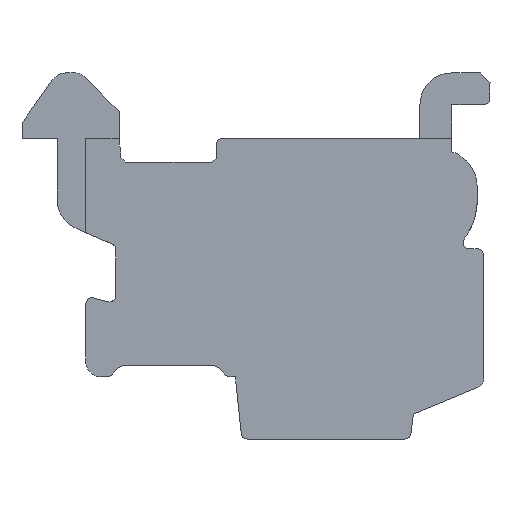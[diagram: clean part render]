
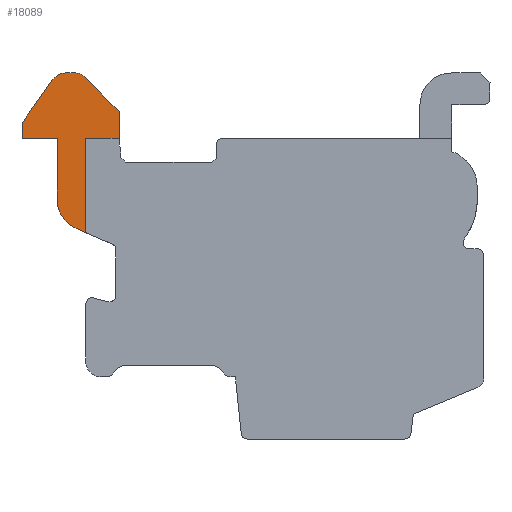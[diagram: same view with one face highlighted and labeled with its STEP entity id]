
A CAD part, front view. The second image highlights one B-rep face of the part: STEP entity #18089.
In plain terms, the highlighted planar face has unit normal (0, -1, 0).
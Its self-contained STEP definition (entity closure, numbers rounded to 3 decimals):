
#251=DIRECTION('',(0.916,0.,-0.401));
#252=VECTOR('',#251,0.328);
#253=CARTESIAN_POINT('',(-5.671,-72.9,
0.645));
#254=LINE('',#253,#252);
#4922=DIRECTION('',(-1.,0.,0.));
#4923=VECTOR('',#4922,1.1);
#4924=CARTESIAN_POINT('',(-6.27,-72.9,
3.476));
#4925=LINE('',#4924,#4923);
#5102=DIRECTION('',(0.,0.,1.));
#5103=VECTOR('',#5102,1.914);
#5104=CARTESIAN_POINT('',(-6.27,-72.9,
1.561));
#5105=LINE('',#5104,#5103);
#5308=CARTESIAN_POINT('',(-5.27,-72.9,
1.561));
#5309=DIRECTION('',(0.,1.,0.));
#5310=DIRECTION('',(-0.401,0.,-0.916));
#5311=AXIS2_PLACEMENT_3D('',#5308,#5309,#5310);
#5356=DIRECTION('',(0.,0.,-1.));
#5357=VECTOR('',#5356,0.845);
#5358=CARTESIAN_POINT('',(-4.32,-72.9,
4.32));
#5359=LINE('',#5358,#5357);
#6029=DIRECTION('',(0.,0.,1.));
#6030=VECTOR('',#6029,2.963);
#6031=CARTESIAN_POINT('',(-5.37,-72.9,
0.513));
#6032=LINE('',#6031,#6030);
#6037=CARTESIAN_POINT('',(-4.32,-72.9,
3.476));
#6038=CARTESIAN_POINT('',(-4.67,-72.9,
3.476));
#6039=CARTESIAN_POINT('',(-5.02,-72.9,
3.477));
#6040=CARTESIAN_POINT('',(-5.37,-72.9,
3.477));
#6198=DIRECTION('',(0.,0.,1.));
#6199=VECTOR('',#6198,0.475);
#6200=CARTESIAN_POINT('',(-7.37,-72.9,
3.475));
#6201=LINE('',#6200,#6199);
#6378=DIRECTION('',(0.575,0.,0.818));
#6379=VECTOR('',#6378,1.666);
#6380=CARTESIAN_POINT('',(-7.37,-72.9,
3.95));
#6381=LINE('',#6380,#6379);
#6584=CARTESIAN_POINT('',(-6.003,-72.9,
5.025));
#6585=DIRECTION('',(0.,1.,0.));
#6586=DIRECTION('',(-0.818,0.,0.575));
#6587=AXIS2_PLACEMENT_3D('',#6584,#6585,#6586);
#6768=DIRECTION('',(1.,0.,0.));
#6769=VECTOR('',#6768,0.312);
#6770=CARTESIAN_POINT('',(-6.003,-72.9,
5.525));
#6771=LINE('',#6770,#6769);
#6974=CARTESIAN_POINT('',(-5.691,-72.9,
5.125));
#6975=DIRECTION('',(0.,1.,0.));
#6976=DIRECTION('',(0.,0.,1.));
#6977=AXIS2_PLACEMENT_3D('',#6974,#6975,#6976);
#7158=DIRECTION('',(0.707,0.,-0.707));
#7159=VECTOR('',#7158,1.538);
#7160=CARTESIAN_POINT('',(-5.408,-72.9,
5.408));
#7161=LINE('',#7160,#7159);
#9339=CARTESIAN_POINT('',(-7.37,-72.9,
3.475));
#9340=CARTESIAN_POINT('',(-7.37,-72.9,
3.95));
#9341=VERTEX_POINT('',#9339);
#9342=VERTEX_POINT('',#9340);
#9343=CARTESIAN_POINT('',(-6.412,-72.9,
5.313));
#9344=VERTEX_POINT('',#9343);
#9345=CARTESIAN_POINT('',(-6.003,-72.9,
5.525));
#9346=VERTEX_POINT('',#9345);
#9347=CARTESIAN_POINT('',(-5.691,-72.9,
5.525));
#9348=VERTEX_POINT('',#9347);
#9349=CARTESIAN_POINT('',(-5.408,-72.9,
5.408));
#9350=VERTEX_POINT('',#9349);
#9351=CARTESIAN_POINT('',(-4.32,-72.9,
4.32));
#9352=VERTEX_POINT('',#9351);
#9353=CARTESIAN_POINT('',(-4.32,-72.9,
3.476));
#9354=VERTEX_POINT('',#9353);
#10589=CARTESIAN_POINT('',(-5.671,-72.9,
0.645));
#10590=CARTESIAN_POINT('',(-5.37,-72.9,
0.513));
#10591=VERTEX_POINT('',#10589);
#10592=VERTEX_POINT('',#10590);
#10595=CARTESIAN_POINT('',(-6.27,-72.9,
1.561));
#10596=VERTEX_POINT('',#10595);
#10597=CARTESIAN_POINT('',(-6.27,-72.9,
3.476));
#10598=VERTEX_POINT('',#10597);
#10599=CARTESIAN_POINT('',(-5.37,-72.9,
3.477));
#10601=VERTEX_POINT('',#10599);
#18063=CARTESIAN_POINT('',(7.33,-72.9,
3.475));
#18064=DIRECTION('',(0.,1.,0.));
#18065=DIRECTION('',(0.,0.,1.));
#18066=AXIS2_PLACEMENT_3D('',#18063,#18064,#18065);
#18067=PLANE('',#18066);
#18068=ORIENTED_EDGE('',*,*,#14865,.T.);
#18069=ORIENTED_EDGE('',*,*,#18039,.F.);
#18070=ORIENTED_EDGE('',*,*,#10821,.F.);
#18071=ORIENTED_EDGE('',*,*,#17485,.T.);
#18072=ORIENTED_EDGE('',*,*,#17278,.T.);
#18073=ORIENTED_EDGE('',*,*,#17056,.T.);
#18075=ORIENTED_EDGE('',*,*,#18074,.T.);
#18077=ORIENTED_EDGE('',*,*,#18076,.T.);
#18079=ORIENTED_EDGE('',*,*,#18078,.T.);
#18081=ORIENTED_EDGE('',*,*,#18080,.T.);
#18083=ORIENTED_EDGE('',*,*,#18082,.T.);
#18085=ORIENTED_EDGE('',*,*,#18084,.T.);
#18086=ORIENTED_EDGE('',*,*,#17579,.T.);
#18087=EDGE_LOOP('',(#18068,#18069,#18070,#18071,#18072,#18073,#18075,#18077,
#18079,#18081,#18083,#18085,#18086));
#18088=FACE_OUTER_BOUND('',#18087,.F.);
#18089=ADVANCED_FACE('',(#18088),#18067,.F.);
#5312=CIRCLE('',#5311,1.);
#6041=B_SPLINE_CURVE_WITH_KNOTS('',3,(#6037,#6038,#6039,#6040),.UNSPECIFIED.,
.F.,.F.,(4,4),(0.,1.),.UNSPECIFIED.);
#6588=CIRCLE('',#6587,0.5);
#6978=CIRCLE('',#6977,0.4);
#10821=EDGE_CURVE('',#10591,#10592,#254,.T.);
#14865=EDGE_CURVE('',#9354,#10601,#6041,.T.);
#17056=EDGE_CURVE('',#10598,#9341,#4925,.T.);
#17278=EDGE_CURVE('',#10596,#10598,#5105,.T.);
#17485=EDGE_CURVE('',#10591,#10596,#5312,.T.);
#17579=EDGE_CURVE('',#9352,#9354,#5359,.T.);
#18039=EDGE_CURVE('',#10592,#10601,#6032,.T.);
#18074=EDGE_CURVE('',#9341,#9342,#6201,.T.);
#18076=EDGE_CURVE('',#9342,#9344,#6381,.T.);
#18078=EDGE_CURVE('',#9344,#9346,#6588,.T.);
#18080=EDGE_CURVE('',#9346,#9348,#6771,.T.);
#18082=EDGE_CURVE('',#9348,#9350,#6978,.T.);
#18084=EDGE_CURVE('',#9350,#9352,#7161,.T.);
